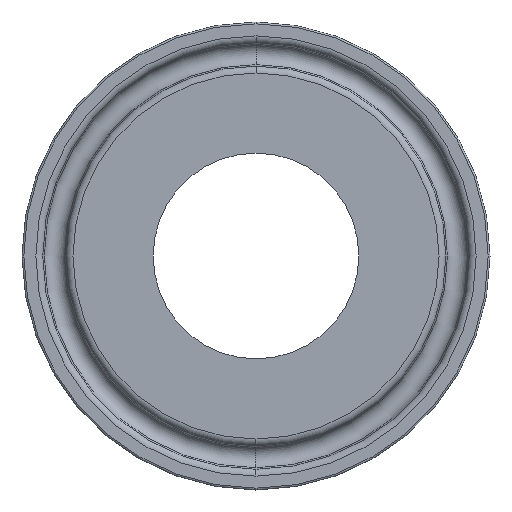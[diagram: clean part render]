
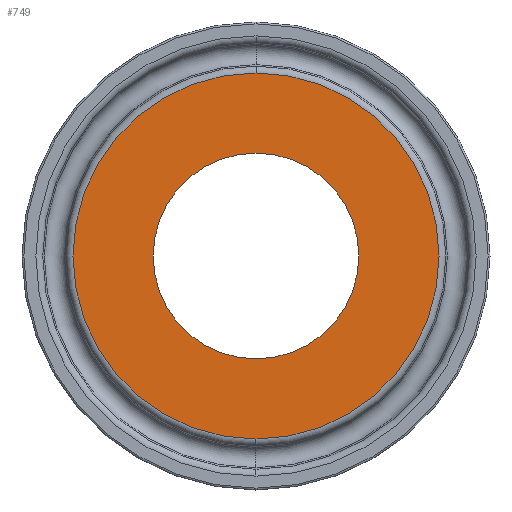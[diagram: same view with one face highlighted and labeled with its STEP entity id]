
A CAD part, left-side view. The second image highlights one B-rep face of the part: STEP entity #749.
In plain terms, the highlighted planar face has unit normal (-1, 0, 0).
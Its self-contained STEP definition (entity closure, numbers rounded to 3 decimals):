
#48 = CARTESIAN_POINT ( 'NONE',  ( 0., 0., -19.747 ) ) ;
#54 = ORIENTED_EDGE ( 'NONE', *, *, #537, .T. ) ;
#62 = VERTEX_POINT ( 'NONE', #413 ) ;
#74 = DIRECTION ( 'NONE',  ( -1., 0., 0. ) ) ;
#97 = FACE_BOUND ( 'NONE', #387, .T. ) ;
#113 = DIRECTION ( 'NONE',  ( -1., 0., 0. ) ) ;
#137 = DIRECTION ( 'NONE',  ( 0., 0., 1. ) ) ;
#165 = CIRCLE ( 'NONE', #452, 11.1 ) ;
#166 = VERTEX_POINT ( 'NONE', #301 ) ;
#171 = PLANE ( 'NONE',  #222 ) ;
#177 = AXIS2_PLACEMENT_3D ( 'NONE', #626, #227, #507 ) ;
#205 = AXIS2_PLACEMENT_3D ( 'NONE', #666, #74, #137 ) ;
#222 = AXIS2_PLACEMENT_3D ( 'NONE', #292, #554, #459 ) ;
#227 = DIRECTION ( 'NONE',  ( -1., 0., 0. ) ) ;
#235 = EDGE_LOOP ( 'NONE', ( #54, #615 ) ) ;
#255 = DIRECTION ( 'NONE',  ( 0., 0., 1. ) ) ;
#292 = CARTESIAN_POINT ( 'NONE',  ( 0., 19.747, 0. ) ) ;
#301 = CARTESIAN_POINT ( 'NONE',  ( 0., 0., 11.1 ) ) ;
#346 = CIRCLE ( 'NONE', #205, 19.747 ) ;
#352 = ORIENTED_EDGE ( 'NONE', *, *, #619, .F. ) ;
#387 = EDGE_LOOP ( 'NONE', ( #352, #432 ) ) ;
#392 = DIRECTION ( 'NONE',  ( -1., 0., 0. ) ) ;
#413 = CARTESIAN_POINT ( 'NONE',  ( 0., 0., -11.1 ) ) ;
#432 = ORIENTED_EDGE ( 'NONE', *, *, #483, .F. ) ;
#452 = AXIS2_PLACEMENT_3D ( 'NONE', #740, #392, #255 ) ;
#459 = DIRECTION ( 'NONE',  ( 0., 0., -1. ) ) ;
#483 = EDGE_CURVE ( 'NONE', #62, #166, #165, .T. ) ;
#486 = AXIS2_PLACEMENT_3D ( 'NONE', #654, #113, #706 ) ;
#507 = DIRECTION ( 'NONE',  ( 0., 0., 1. ) ) ;
#537 = EDGE_CURVE ( 'NONE', #591, #653, #719, .T. ) ;
#554 = DIRECTION ( 'NONE',  ( 1., 0., 0. ) ) ;
#565 = EDGE_CURVE ( 'NONE', #653, #591, #346, .T. ) ;
#591 = VERTEX_POINT ( 'NONE', #718 ) ;
#615 = ORIENTED_EDGE ( 'NONE', *, *, #565, .T. ) ;
#619 = EDGE_CURVE ( 'NONE', #166, #62, #656, .T. ) ;
#626 = CARTESIAN_POINT ( 'NONE',  ( 0., 0., 0. ) ) ;
#653 = VERTEX_POINT ( 'NONE', #48 ) ;
#654 = CARTESIAN_POINT ( 'NONE',  ( 0., 0., 0. ) ) ;
#656 = CIRCLE ( 'NONE', #177, 11.1 ) ;
#666 = CARTESIAN_POINT ( 'NONE',  ( 0., 0., 0. ) ) ;
#685 = FACE_OUTER_BOUND ( 'NONE', #235, .T. ) ;
#706 = DIRECTION ( 'NONE',  ( 0., 0., 1. ) ) ;
#718 = CARTESIAN_POINT ( 'NONE',  ( 0., 0., 19.747 ) ) ;
#719 = CIRCLE ( 'NONE', #486, 19.747 ) ;
#740 = CARTESIAN_POINT ( 'NONE',  ( 0., 0., 0. ) ) ;
#749 = ADVANCED_FACE ( 'NONE', ( #97, #685 ), #171, .F. ) ;
